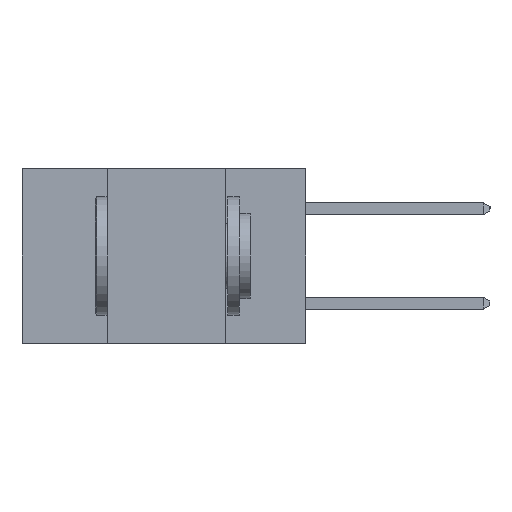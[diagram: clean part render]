
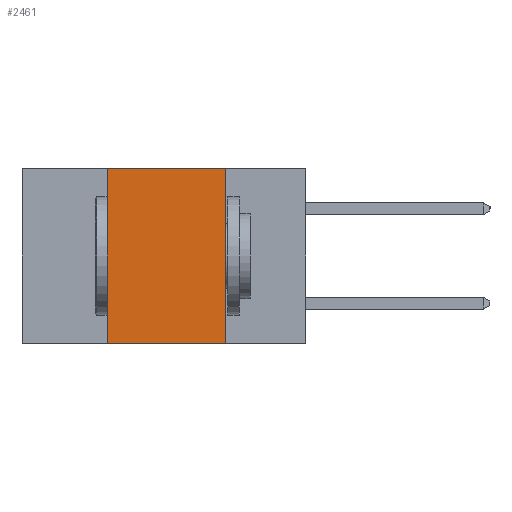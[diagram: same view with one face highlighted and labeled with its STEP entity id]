
A CAD part, left-side view. The second image highlights one B-rep face of the part: STEP entity #2461.
In plain terms, the highlighted planar face has unit normal (-1, 0, 0).
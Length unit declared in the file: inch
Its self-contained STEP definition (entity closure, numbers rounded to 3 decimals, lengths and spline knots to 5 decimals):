
#61 = ORIENTED_EDGE ( 'NONE', *, *, #3999, .F. ) ;
#279 = CARTESIAN_POINT ( 'NONE',  ( 0., 0.17, 0. ) ) ;
#794 = CARTESIAN_POINT ( 'NONE',  ( 0., 0.6, 0. ) ) ;
#1422 = VERTEX_POINT ( 'NONE', #7333 ) ;
#1440 = ORIENTED_EDGE ( 'NONE', *, *, #4865, .F. ) ;
#2112 = VECTOR ( 'NONE', #8139, 39.37008 ) ;
#2461 = ADVANCED_FACE ( 'NONE', ( #6735 ), #5521, .F. ) ;
#3776 = VERTEX_POINT ( 'NONE', #279 ) ;
#3862 = LINE ( 'NONE', #7428, #12801 ) ;
#3999 = EDGE_CURVE ( 'NONE', #1422, #3776, #10742, .T. ) ;
#4380 = DIRECTION ( 'NONE',  ( 1., 0., 0. ) ) ;
#4582 = CARTESIAN_POINT ( 'NONE',  ( 0., 0.42, -0.37 ) ) ;
#4691 = DIRECTION ( 'NONE',  ( 0., -1., 0. ) ) ;
#4783 = AXIS2_PLACEMENT_3D ( 'NONE', #794, #4380, #14913 ) ;
#4865 = EDGE_CURVE ( 'NONE', #3776, #6346, #13324, .T. ) ;
#5521 = PLANE ( 'NONE',  #4783 ) ;
#5990 = VECTOR ( 'NONE', #4691, 39.37008 ) ;
#6346 = VERTEX_POINT ( 'NONE', #7555 ) ;
#6564 = EDGE_LOOP ( 'NONE', ( #1440, #61, #8051, #13103 ) ) ;
#6735 = FACE_OUTER_BOUND ( 'NONE', #6564, .T. ) ;
#7333 = CARTESIAN_POINT ( 'NONE',  ( 0., 0.42, 0. ) ) ;
#7428 = CARTESIAN_POINT ( 'NONE',  ( 0., 0.6, -0.37 ) ) ;
#7500 = DIRECTION ( 'NONE',  ( 0., 0., -1. ) ) ;
#7555 = CARTESIAN_POINT ( 'NONE',  ( 0., 0.17, -0.37 ) ) ;
#8051 = ORIENTED_EDGE ( 'NONE', *, *, #10260, .F. ) ;
#8139 = DIRECTION ( 'NONE',  ( 0., 0., 1. ) ) ;
#8270 = DIRECTION ( 'NONE',  ( 0., -1., 0. ) ) ;
#8289 = VECTOR ( 'NONE', #7500, 39.37008 ) ;
#8548 = CARTESIAN_POINT ( 'NONE',  ( 0., 0.17, -0.37 ) ) ;
#10260 = EDGE_CURVE ( 'NONE', #11353, #1422, #13966, .T. ) ;
#10465 = CARTESIAN_POINT ( 'NONE',  ( 0., 0.6, 0. ) ) ;
#10742 = LINE ( 'NONE', #10465, #5990 ) ;
#11353 = VERTEX_POINT ( 'NONE', #13407 ) ;
#12679 = EDGE_CURVE ( 'NONE', #11353, #6346, #3862, .T. ) ;
#12801 = VECTOR ( 'NONE', #8270, 39.37008 ) ;
#13103 = ORIENTED_EDGE ( 'NONE', *, *, #12679, .T. ) ;
#13324 = LINE ( 'NONE', #8548, #8289 ) ;
#13407 = CARTESIAN_POINT ( 'NONE',  ( 0., 0.42, -0.37 ) ) ;
#13966 = LINE ( 'NONE', #4582, #2112 ) ;
#14913 = DIRECTION ( 'NONE',  ( 0., 0., -1. ) ) ;
